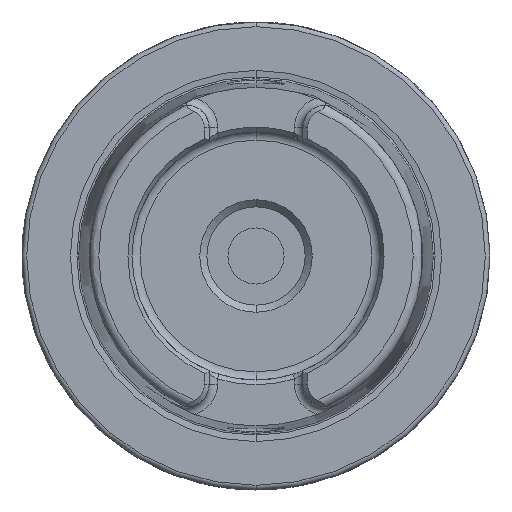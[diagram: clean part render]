
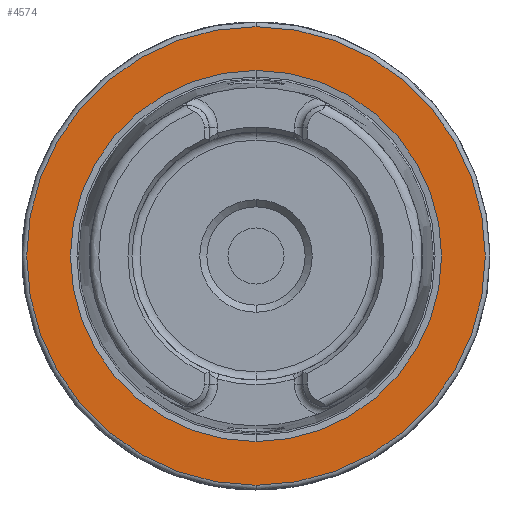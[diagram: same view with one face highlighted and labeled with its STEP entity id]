
A CAD part, left-side view. The second image highlights one B-rep face of the part: STEP entity #4574.
In plain terms, the highlighted planar face has unit normal (-1, 0, 0).
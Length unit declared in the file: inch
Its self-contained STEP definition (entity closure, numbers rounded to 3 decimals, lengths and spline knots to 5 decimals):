
#54 = ORIENTED_EDGE ( 'NONE', *, *, #7771, .T. ) ;
#367 = EDGE_LOOP ( 'NONE', ( #54, #3902 ) ) ;
#754 = FACE_OUTER_BOUND ( 'NONE', #11003, .T. ) ;
#1682 = CARTESIAN_POINT ( 'NONE',  ( 0., 0., 0. ) ) ;
#2798 = CARTESIAN_POINT ( 'NONE',  ( 0., 0., 0. ) ) ;
#3508 = DIRECTION ( 'NONE',  ( 0., 0., -1. ) ) ;
#3528 = DIRECTION ( 'NONE',  ( -1., 0., 0. ) ) ;
#3902 = ORIENTED_EDGE ( 'NONE', *, *, #6791, .T. ) ;
#4032 = CARTESIAN_POINT ( 'NONE',  ( 0., 0., 1.56092 ) ) ;
#4062 = AXIS2_PLACEMENT_3D ( 'NONE', #4830, #8307, #11011 ) ;
#4574 = ADVANCED_FACE ( 'NONE', ( #6785, #754 ), #8912, .T. ) ;
#4649 = DIRECTION ( 'NONE',  ( 0., 0., -1. ) ) ;
#4830 = CARTESIAN_POINT ( 'NONE',  ( 0., 0., 0. ) ) ;
#5494 = DIRECTION ( 'NONE',  ( 1., 0., 0. ) ) ;
#6607 = CIRCLE ( 'NONE', #4062, 1.56092 ) ;
#6634 = CIRCLE ( 'NONE', #9559, 1.92913 ) ;
#6785 = FACE_BOUND ( 'NONE', #367, .T. ) ;
#6791 = EDGE_CURVE ( 'NONE', #9188, #7918, #11126, .T. ) ;
#7027 = EDGE_CURVE ( 'NONE', #7100, #10829, #6634, .T. ) ;
#7100 = VERTEX_POINT ( 'NONE', #10894 ) ;
#7751 = ORIENTED_EDGE ( 'NONE', *, *, #10373, .F. ) ;
#7771 = EDGE_CURVE ( 'NONE', #7918, #9188, #6607, .T. ) ;
#7917 = DIRECTION ( 'NONE',  ( 1., 0., 0. ) ) ;
#7918 = VERTEX_POINT ( 'NONE', #4032 ) ;
#8016 = DIRECTION ( 'NONE',  ( 0., 0., -1. ) ) ;
#8307 = DIRECTION ( 'NONE',  ( 1., 0., 0. ) ) ;
#8729 = AXIS2_PLACEMENT_3D ( 'NONE', #9897, #5494, #8016 ) ;
#8912 = PLANE ( 'NONE',  #10097 ) ;
#8951 = CARTESIAN_POINT ( 'NONE',  ( 0., 1.56092, 0. ) ) ;
#9188 = VERTEX_POINT ( 'NONE', #11040 ) ;
#9239 = CARTESIAN_POINT ( 'NONE',  ( 0., 0., -1.92913 ) ) ;
#9534 = ORIENTED_EDGE ( 'NONE', *, *, #7027, .F. ) ;
#9559 = AXIS2_PLACEMENT_3D ( 'NONE', #1682, #7917, #3508 ) ;
#9897 = CARTESIAN_POINT ( 'NONE',  ( 0., 0., 0. ) ) ;
#9908 = DIRECTION ( 'NONE',  ( 0., 0., 1. ) ) ;
#9933 = CIRCLE ( 'NONE', #10016, 1.92913 ) ;
#9988 = DIRECTION ( 'NONE',  ( 1., 0., 0. ) ) ;
#10016 = AXIS2_PLACEMENT_3D ( 'NONE', #2798, #9988, #4649 ) ;
#10097 = AXIS2_PLACEMENT_3D ( 'NONE', #8951, #3528, #9908 ) ;
#10373 = EDGE_CURVE ( 'NONE', #10829, #7100, #9933, .T. ) ;
#10829 = VERTEX_POINT ( 'NONE', #9239 ) ;
#10894 = CARTESIAN_POINT ( 'NONE',  ( 0., 0., 1.92913 ) ) ;
#11003 = EDGE_LOOP ( 'NONE', ( #7751, #9534 ) ) ;
#11011 = DIRECTION ( 'NONE',  ( 0., 0., -1. ) ) ;
#11040 = CARTESIAN_POINT ( 'NONE',  ( 0., 0., -1.56092 ) ) ;
#11126 = CIRCLE ( 'NONE', #8729, 1.56092 ) ;
